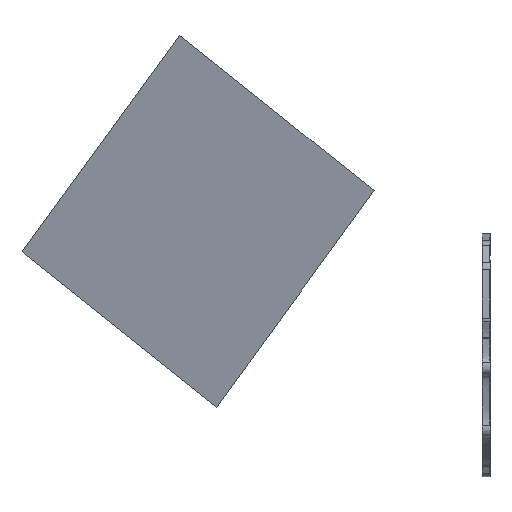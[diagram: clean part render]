
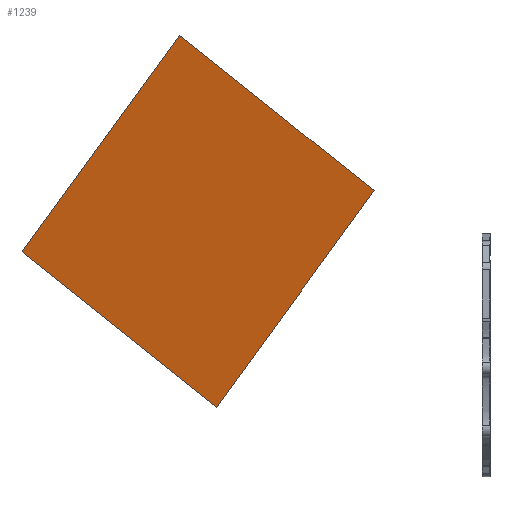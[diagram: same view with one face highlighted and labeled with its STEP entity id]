
A CAD part, front view. The second image highlights one B-rep face of the part: STEP entity #1239.
In plain terms, the highlighted planar face has unit normal (0.31, 0.95, -0.036).
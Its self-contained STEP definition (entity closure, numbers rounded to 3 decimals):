
#64=PLANE('',#1377);
#170=FACE_OUTER_BOUND('',#271,.T.);
#271=EDGE_LOOP('',(#1136,#1137,#1138,#1139));
#338=LINE('',#2971,#408);
#339=LINE('',#2973,#409);
#340=LINE('',#2975,#410);
#341=LINE('',#2976,#411);
#408=VECTOR('',#1694,10.);
#409=VECTOR('',#1695,10.);
#410=VECTOR('',#1696,10.);
#411=VECTOR('',#1697,10.);
#606=VERTEX_POINT('',#2969);
#607=VERTEX_POINT('',#2970);
#608=VERTEX_POINT('',#2972);
#609=VERTEX_POINT('',#2974);
#784=EDGE_CURVE('',#606,#607,#338,.T.);
#785=EDGE_CURVE('',#607,#608,#339,.T.);
#786=EDGE_CURVE('',#608,#609,#340,.T.);
#787=EDGE_CURVE('',#609,#606,#341,.T.);
#1136=ORIENTED_EDGE('',*,*,#784,.T.);
#1137=ORIENTED_EDGE('',*,*,#785,.T.);
#1138=ORIENTED_EDGE('',*,*,#786,.T.);
#1139=ORIENTED_EDGE('',*,*,#787,.T.);
#1239=ADVANCED_FACE('',(#170),#64,.T.);
#1377=AXIS2_PLACEMENT_3D('',#2968,#1692,#1693);
#1692=DIRECTION('center_axis',(0.31,0.95,-0.036));
#1693=DIRECTION('ref_axis',(0.,-0.038,-0.999));
#1694=DIRECTION('',(0.581,-0.159,0.798));
#1695=DIRECTION('',(0.753,-0.269,-0.601));
#1696=DIRECTION('',(-0.581,0.159,-0.798));
#1697=DIRECTION('',(-0.753,0.269,0.601));
#2968=CARTESIAN_POINT('Origin',(-711.196,277.136,158.794));
#2969=CARTESIAN_POINT('',(-711.196,277.136,158.794));
#2970=CARTESIAN_POINT('',(-467.621,210.348,493.657));
#2971=CARTESIAN_POINT('',(-711.196,277.136,158.794));
#2972=CARTESIAN_POINT('',(-166.964,103.005,253.554));
#2973=CARTESIAN_POINT('',(-467.621,210.348,493.657));
#2974=CARTESIAN_POINT('',(-410.539,169.793,-81.31));
#2975=CARTESIAN_POINT('',(-166.964,103.005,253.554));
#2976=CARTESIAN_POINT('',(-410.539,169.793,-81.31));
